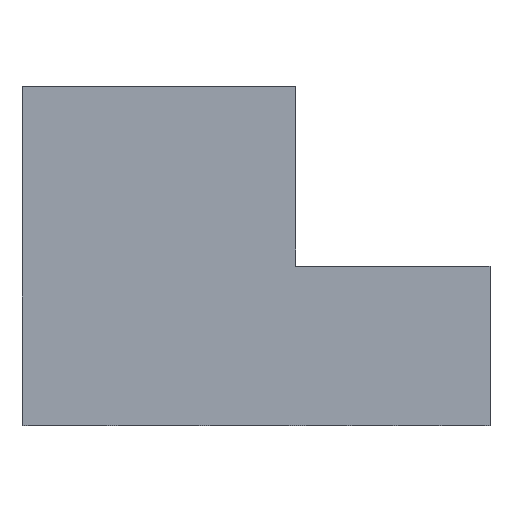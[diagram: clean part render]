
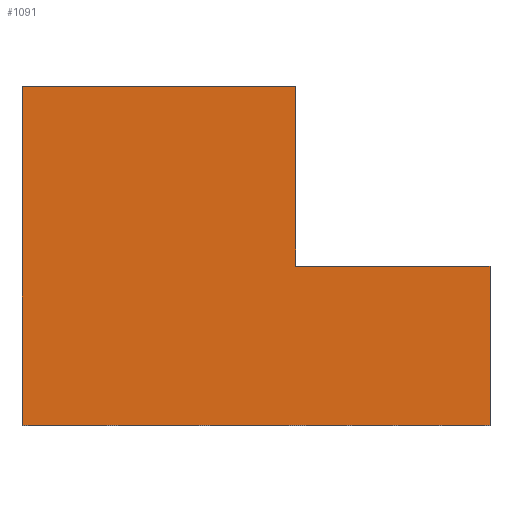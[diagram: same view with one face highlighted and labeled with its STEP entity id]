
A CAD part, top view. The second image highlights one B-rep face of the part: STEP entity #1091.
In plain terms, the highlighted planar face has unit normal (0, 0, 1).
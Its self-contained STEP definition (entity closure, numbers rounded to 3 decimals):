
#1048=AXIS2_PLACEMENT_3D('Plane Axis2P3D',#1045,#1046,#1047) ;
#42=CARTESIAN_POINT('Vertex',(39.07,0.,14.9)) ;
#45=CARTESIAN_POINT('Line Origine',(19.535,0.,14.9)) ;
#49=CARTESIAN_POINT('Vertex',(0.,0.,14.9)) ;
#1045=CARTESIAN_POINT('Axis2P3D Location',(0.,28.3,14.9)) ;
#1050=CARTESIAN_POINT('Line Origine',(39.07,6.65,14.9)) ;
#1054=CARTESIAN_POINT('Vertex',(39.07,13.3,14.9)) ;
#1057=CARTESIAN_POINT('Line Origine',(30.965,13.3,14.9)) ;
#1061=CARTESIAN_POINT('Vertex',(22.86,13.3,14.9)) ;
#1064=CARTESIAN_POINT('Line Origine',(22.86,20.8,14.9)) ;
#1068=CARTESIAN_POINT('Vertex',(22.86,28.3,14.9)) ;
#1071=CARTESIAN_POINT('Line Origine',(11.43,28.3,14.9)) ;
#1075=CARTESIAN_POINT('Vertex',(0.,28.3,14.9)) ;
#1078=CARTESIAN_POINT('Line Origine',(0.,14.15,14.9)) ;
#46=DIRECTION('Vector Direction',(-1.,0.,0.)) ;
#1046=DIRECTION('Axis2P3D Direction',(-0.,0.,1.)) ;
#1047=DIRECTION('Axis2P3D XDirection',(0.,-1.,0.)) ;
#1051=DIRECTION('Vector Direction',(0.,1.,0.)) ;
#1058=DIRECTION('Vector Direction',(-1.,0.,0.)) ;
#1065=DIRECTION('Vector Direction',(0.,-1.,0.)) ;
#1072=DIRECTION('Vector Direction',(1.,0.,0.)) ;
#1079=DIRECTION('Vector Direction',(0.,-1.,0.)) ;
#47=VECTOR('Line Direction',#46,1.) ;
#1052=VECTOR('Line Direction',#1051,1.) ;
#1059=VECTOR('Line Direction',#1058,1.) ;
#1066=VECTOR('Line Direction',#1065,1.) ;
#1073=VECTOR('Line Direction',#1072,1.) ;
#1080=VECTOR('Line Direction',#1079,1.) ;
#1084=ORIENTED_EDGE('',*,*,#1056,.T.) ;
#1085=ORIENTED_EDGE('',*,*,#1063,.T.) ;
#1086=ORIENTED_EDGE('',*,*,#1070,.T.) ;
#1087=ORIENTED_EDGE('',*,*,#1077,.F.) ;
#1088=ORIENTED_EDGE('',*,*,#1082,.F.) ;
#1089=ORIENTED_EDGE('',*,*,#51,.F.) ;
#1091=ADVANCED_FACE('HOUSING',(#1090),#1049,.T.) ;
#51=EDGE_CURVE('',#43,#50,#48,.T.) ;
#1056=EDGE_CURVE('',#43,#1055,#1053,.T.) ;
#1063=EDGE_CURVE('',#1055,#1062,#1060,.T.) ;
#1070=EDGE_CURVE('',#1062,#1069,#1067,.F.) ;
#1077=EDGE_CURVE('',#1076,#1069,#1074,.T.) ;
#1082=EDGE_CURVE('',#50,#1076,#1081,.F.) ;
#1083=EDGE_LOOP('',(#1084,#1085,#1086,#1087,#1088,#1089)) ;
#1090=FACE_OUTER_BOUND('',#1083,.T.) ;
#48=LINE('Line',#45,#47) ;
#1053=LINE('Line',#1050,#1052) ;
#1060=LINE('Line',#1057,#1059) ;
#1067=LINE('Line',#1064,#1066) ;
#1074=LINE('Line',#1071,#1073) ;
#1081=LINE('Line',#1078,#1080) ;
#1049=PLANE('',#1048) ;
#43=VERTEX_POINT('',#42) ;
#50=VERTEX_POINT('',#49) ;
#1055=VERTEX_POINT('',#1054) ;
#1062=VERTEX_POINT('',#1061) ;
#1069=VERTEX_POINT('',#1068) ;
#1076=VERTEX_POINT('',#1075) ;
